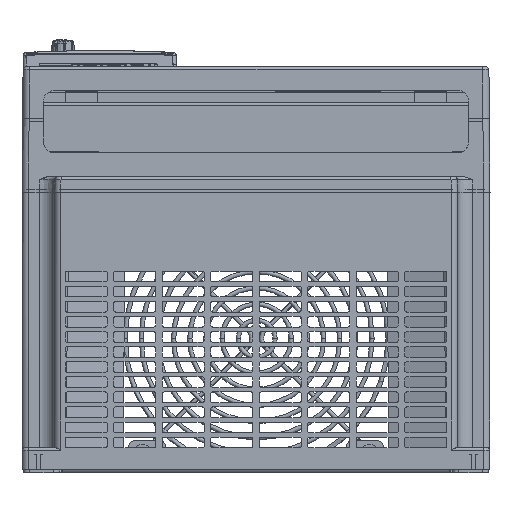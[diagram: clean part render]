
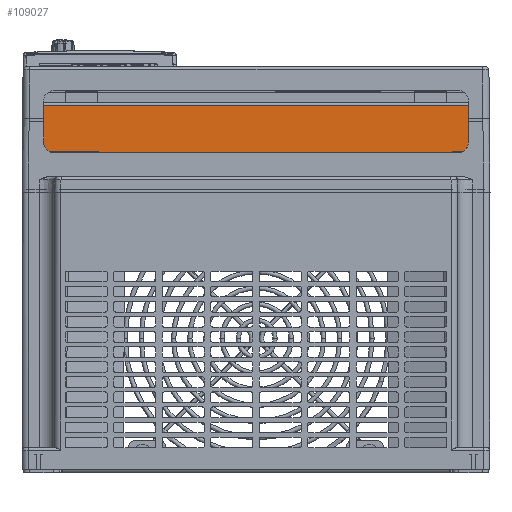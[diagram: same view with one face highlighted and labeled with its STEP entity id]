
A CAD part, front view. The second image highlights one B-rep face of the part: STEP entity #109027.
In plain terms, the highlighted planar face has unit normal (0, -1, 0).
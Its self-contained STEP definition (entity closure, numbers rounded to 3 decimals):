
#100933=DIRECTION('',(-1.,0.,0.));
#100934=VECTOR('',#100933,209.218);
#100935=CARTESIAN_POINT('',(104.609,129.,
169.));
#100936=LINE('',#100935,#100934);
#100946=DIRECTION('',(1.,0.,0.));
#100947=VECTOR('',#100946,166.);
#100948=CARTESIAN_POINT('',(-74.,129.,144.8));
#100949=LINE('',#100948,#100947);
#100950=DIRECTION('',(0.371,0.,0.928));
#100951=VECTOR('',#100950,2.693);
#100952=CARTESIAN_POINT('',(-74.,129.,144.8));
#100953=LINE('',#100952,#100951);
#100954=DIRECTION('',(-1.,0.,0.));
#100955=VECTOR('',#100954,31.609);
#100956=CARTESIAN_POINT('',(-73.,129.,147.3));
#100957=LINE('',#100956,#100955);
#100958=DIRECTION('',(0.,0.,1.));
#100959=VECTOR('',#100958,21.7);
#100960=CARTESIAN_POINT('',(-104.609,129.,147.3));
#100961=LINE('',#100960,#100959);
#100962=DIRECTION('',(0.,0.,-1.));
#100963=VECTOR('',#100962,21.7);
#100964=CARTESIAN_POINT('',(104.609,129.,
169.));
#100965=LINE('',#100964,#100963);
#100966=DIRECTION('',(-1.,0.,0.));
#100967=VECTOR('',#100966,13.609);
#100968=CARTESIAN_POINT('',(104.609,129.,147.3));
#100969=LINE('',#100968,#100967);
#100970=DIRECTION('',(0.371,0.,-0.928));
#100971=VECTOR('',#100970,2.693);
#100972=CARTESIAN_POINT('',(91.,129.,147.3));
#100973=LINE('',#100972,#100971);
#106892=CARTESIAN_POINT('',(92.,129.,144.8));
#106894=VERTEX_POINT('',#106892);
#106895=CARTESIAN_POINT('',(-74.,129.,144.8));
#106897=VERTEX_POINT('',#106895);
#107337=CARTESIAN_POINT('',(91.,129.,147.3));
#107338=VERTEX_POINT('',#107337);
#107339=CARTESIAN_POINT('',(104.609,129.,147.3));
#107340=VERTEX_POINT('',#107339);
#107341=CARTESIAN_POINT('',(104.609,129.,
169.));
#107342=VERTEX_POINT('',#107341);
#107343=CARTESIAN_POINT('',(-104.609,129.,
169.));
#107344=CARTESIAN_POINT('',(-104.609,129.,147.3));
#107345=VERTEX_POINT('',#107343);
#107346=VERTEX_POINT('',#107344);
#107347=CARTESIAN_POINT('',(-73.,129.,147.3));
#107348=VERTEX_POINT('',#107347);
#109005=CARTESIAN_POINT('',(0.,129.,156.9));
#109006=DIRECTION('',(0.,1.,0.));
#109007=DIRECTION('',(0.,0.,-1.));
#109008=AXIS2_PLACEMENT_3D('',#109005,#109006,#109007);
#109009=PLANE('',#109008);
#109011=ORIENTED_EDGE('',*,*,#109010,.F.);
#109013=ORIENTED_EDGE('',*,*,#109012,.T.);
#109015=ORIENTED_EDGE('',*,*,#109014,.T.);
#109017=ORIENTED_EDGE('',*,*,#109016,.T.);
#109018=ORIENTED_EDGE('',*,*,#108997,.F.);
#109020=ORIENTED_EDGE('',*,*,#109019,.T.);
#109022=ORIENTED_EDGE('',*,*,#109021,.T.);
#109024=ORIENTED_EDGE('',*,*,#109023,.T.);
#109025=EDGE_LOOP('',(#109011,#109013,#109015,#109017,#109018,#109020,#109022,
#109024));
#109026=FACE_OUTER_BOUND('',#109025,.F.);
#109027=ADVANCED_FACE('',(#109026),#109009,.F.);
#108997=EDGE_CURVE('',#107342,#107345,#100936,.T.);
#109010=EDGE_CURVE('',#106897,#106894,#100949,.T.);
#109012=EDGE_CURVE('',#106897,#107348,#100953,.T.);
#109014=EDGE_CURVE('',#107348,#107346,#100957,.T.);
#109016=EDGE_CURVE('',#107346,#107345,#100961,.T.);
#109019=EDGE_CURVE('',#107342,#107340,#100965,.T.);
#109021=EDGE_CURVE('',#107340,#107338,#100969,.T.);
#109023=EDGE_CURVE('',#107338,#106894,#100973,.T.);
